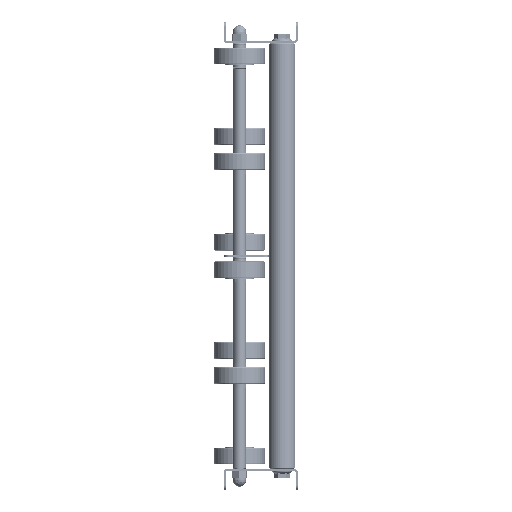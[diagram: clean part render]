
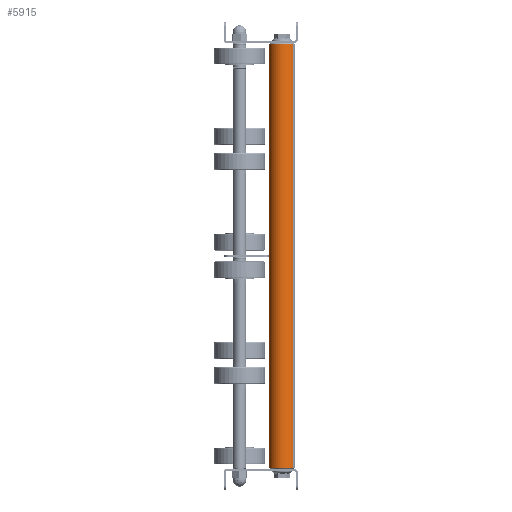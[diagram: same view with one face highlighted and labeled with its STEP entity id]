
A CAD part, left-side view. The second image highlights one B-rep face of the part: STEP entity #5915.
In plain terms, the highlighted cylindrical face has radius 12.5 mm (diameter 25 mm), a partial arc.
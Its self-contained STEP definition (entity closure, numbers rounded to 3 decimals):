
#83 = CARTESIAN_POINT ( 'NONE',  ( 400., 0., -12.5 ) ) ;
#558 = DIRECTION ( 'NONE',  ( 0., 0., -1. ) ) ;
#897 = ORIENTED_EDGE ( 'NONE', *, *, #9387, .T. ) ;
#1330 = VERTEX_POINT ( 'NONE', #6487 ) ;
#2088 = CARTESIAN_POINT ( 'NONE',  ( 400., 0., 0. ) ) ;
#2206 = DIRECTION ( 'NONE',  ( 1., 0., 0. ) ) ;
#2785 = ORIENTED_EDGE ( 'NONE', *, *, #7028, .T. ) ;
#3308 = DIRECTION ( 'NONE',  ( -1., 0., 0. ) ) ;
#3425 = EDGE_CURVE ( 'NONE', #6042, #8432, #18193, .T. ) ;
#4151 = FACE_OUTER_BOUND ( 'NONE', #17647, .T. ) ;
#5339 = DIRECTION ( 'NONE',  ( 0., 0., 1. ) ) ;
#5781 = VECTOR ( 'NONE', #9067, 1000. ) ;
#5915 = ADVANCED_FACE ( 'NONE', ( #4151 ), #20295, .T. ) ;
#6042 = VERTEX_POINT ( 'NONE', #7512 ) ;
#6131 = DIRECTION ( 'NONE',  ( 0., 0., -1. ) ) ;
#6487 = CARTESIAN_POINT ( 'NONE',  ( 1., 0., -12.5 ) ) ;
#7028 = EDGE_CURVE ( 'NONE', #8432, #17254, #18672, .T. ) ;
#7512 = CARTESIAN_POINT ( 'NONE',  ( 399., 0., -12.5 ) ) ;
#7919 = VECTOR ( 'NONE', #11416, 1000. ) ;
#8432 = VERTEX_POINT ( 'NONE', #20022 ) ;
#8830 = DIRECTION ( 'NONE',  ( -1., 0., 0. ) ) ;
#9067 = DIRECTION ( 'NONE',  ( -1., 0., 0. ) ) ;
#9387 = EDGE_CURVE ( 'NONE', #17254, #1330, #13376, .T. ) ;
#10671 = CARTESIAN_POINT ( 'NONE',  ( 1., 0., 12.5 ) ) ;
#11416 = DIRECTION ( 'NONE',  ( -1., 0., 0. ) ) ;
#12333 = ORIENTED_EDGE ( 'NONE', *, *, #3425, .T. ) ;
#12564 = AXIS2_PLACEMENT_3D ( 'NONE', #2088, #8830, #5339 ) ;
#13073 = ORIENTED_EDGE ( 'NONE', *, *, #13080, .F. ) ;
#13080 = EDGE_CURVE ( 'NONE', #6042, #1330, #20029, .T. ) ;
#13376 = CIRCLE ( 'NONE', #18962, 12.5 ) ;
#14090 = CARTESIAN_POINT ( 'NONE',  ( 400., 0., 12.5 ) ) ;
#14641 = CARTESIAN_POINT ( 'NONE',  ( 399., 0., 0. ) ) ;
#17254 = VERTEX_POINT ( 'NONE', #10671 ) ;
#17530 = AXIS2_PLACEMENT_3D ( 'NONE', #14641, #3308, #6131 ) ;
#17647 = EDGE_LOOP ( 'NONE', ( #13073, #12333, #2785, #897 ) ) ;
#18193 = CIRCLE ( 'NONE', #17530, 12.5 ) ;
#18672 = LINE ( 'NONE', #14090, #5781 ) ;
#18962 = AXIS2_PLACEMENT_3D ( 'NONE', #20511, #2206, #558 ) ;
#20022 = CARTESIAN_POINT ( 'NONE',  ( 399., 0., 12.5 ) ) ;
#20029 = LINE ( 'NONE', #83, #7919 ) ;
#20295 = CYLINDRICAL_SURFACE ( 'NONE', #12564, 12.5 ) ;
#20511 = CARTESIAN_POINT ( 'NONE',  ( 1., 0., 0. ) ) ;
